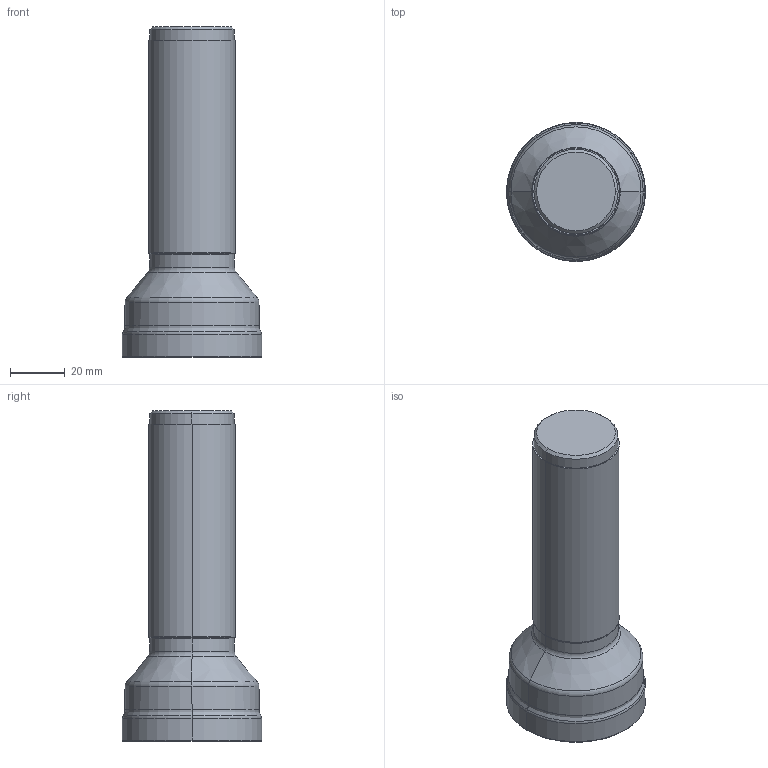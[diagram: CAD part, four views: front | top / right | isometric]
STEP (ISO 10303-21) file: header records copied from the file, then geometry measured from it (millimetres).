
FILE_DESCRIPTION(/* description */ (''),/* implementation_level */ '2;1');
FILE_NAME(/* name */ 'WWX400UR3203FA20M_IR0_016.stp',/* time_stamp */ '2021-02-02T08:24:52+09:00',/* author */ (''),/* organization */ (''),/* preprocessor_version */ 'ST-DEVELOPER v16',/* originating_system */ 'SIEMENS PLM Software NX 10.0',/* authorisation */ '');
FILE_SCHEMA (('AUTOMOTIVE_DESIGN { 1 0 10303 214 3 1 1 1 }'));
Length unit declared in the file: millimetre
Products named in the file (1): WWX400UR3203FA20M_IR0_016_ASM
Bounding box: 50.8 x 50.8 x 120.65 mm (x, y, z)
Volume: 137167.2 mm3; surface area: 21937.5 mm2
Topology: 2 solids, 2 shells, 112 faces, 286 edges, 219 vertices
Faces by surface type: torus 34, revolution 26, bspline 26, cone 12, cylinder 10, plane 4
Entity records: 4806 total; most frequent: CARTESIAN_POINT 1970, DIRECTION 610, ORIENTED_EDGE 496, AXIS2_PLACEMENT_3D 280, EDGE_CURVE 248, CIRCLE 209, VERTEX_POINT 140, EDGE_LOOP 114
